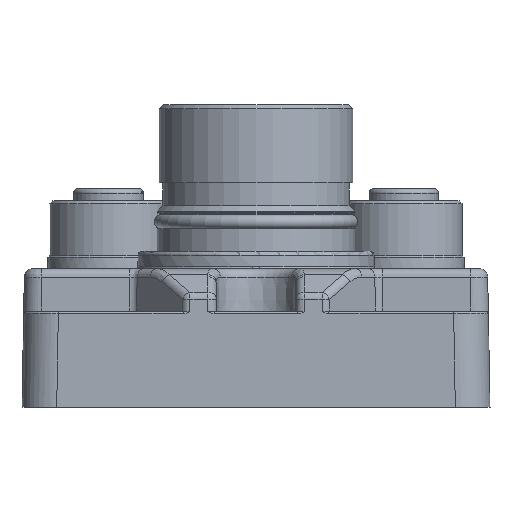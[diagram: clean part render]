
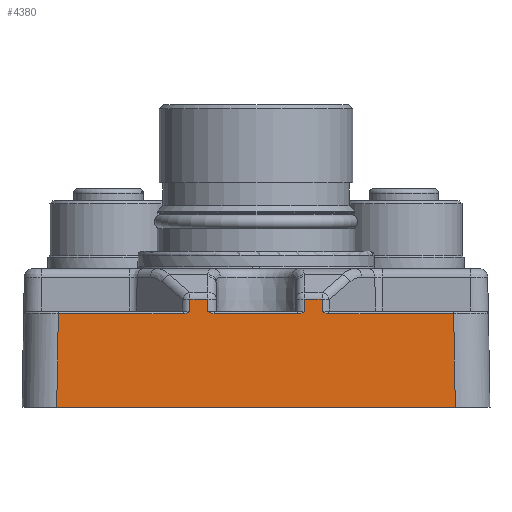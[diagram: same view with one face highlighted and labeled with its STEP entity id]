
A CAD part, left-side view. The second image highlights one B-rep face of the part: STEP entity #4380.
In plain terms, the highlighted planar face has unit normal (-1, 0, 0.018).
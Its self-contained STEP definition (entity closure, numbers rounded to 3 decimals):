
#1219=FACE_OUTER_BOUND('',#6053,.T.);
#2215=LINE('',#27848,#3122);
#2218=LINE('',#28402,#3125);
#2230=LINE('',#28451,#3137);
#2242=LINE('',#28587,#3149);
#2244=LINE('',#29114,#3151);
#2249=LINE('',#29135,#3156);
#2258=LINE('',#29503,#3165);
#2260=LINE('',#29770,#3167);
#2267=LINE('',#29812,#3174);
#2268=LINE('',#29814,#3175);
#2269=LINE('',#29816,#3176);
#2270=LINE('',#29817,#3177);
#3122=VECTOR('',#18553,1.);
#3125=VECTOR('',#18576,1.);
#3137=VECTOR('',#18630,1.);
#3149=VECTOR('',#18664,1.);
#3151=VECTOR('',#18678,1.);
#3156=VECTOR('',#18697,1.);
#3165=VECTOR('',#18748,1.);
#3167=VECTOR('',#18754,1.);
#3174=VECTOR('',#18775,1.);
#3175=VECTOR('',#18778,1.);
#3176=VECTOR('',#18779,1.);
#3177=VECTOR('',#18780,1.);
#3884=B_SPLINE_CURVE_WITH_KNOTS('',3,(#27871,#27872,#27873,#27874,#27875,
#27876,#27877,#27878,#27879,#27880,#27881,#27882,#27883),.UNSPECIFIED.,
 .F.,.F.,(4,1,1,1,1,1,1,1,1,1,4),(0.,0.042,0.083,
0.167,0.25,0.333,0.5,0.667,0.833,
0.917,1.),.UNSPECIFIED.);
#3893=B_SPLINE_CURVE_WITH_KNOTS('',3,(#28591,#28592,#28593,#28594,#28595,
#28596,#28597,#28598,#28599,#28600,#28601,#28602,#28603),.UNSPECIFIED.,
 .F.,.F.,(4,1,1,1,1,1,1,1,1,1,4),(0.,0.083,0.167,
0.333,0.5,0.667,0.75,0.833,0.917,
0.958,1.),.UNSPECIFIED.);
#3899=B_SPLINE_CURVE_WITH_KNOTS('',3,(#29273,#29274,#29275,#29276,#29277,
#29278,#29279,#29280,#29281,#29282,#29283,#29284,#29285),.UNSPECIFIED.,
 .F.,.F.,(4,1,1,1,1,1,1,1,1,1,4),(0.,0.083,0.167,
0.333,0.5,0.667,0.75,0.833,0.917,
0.958,1.),.UNSPECIFIED.);
#3902=B_SPLINE_CURVE_WITH_KNOTS('',3,(#29562,#29563,#29564,#29565,#29566,
#29567,#29568,#29569,#29570,#29571,#29572,#29573,#29574),.UNSPECIFIED.,
 .F.,.F.,(4,1,1,1,1,1,1,1,1,1,4),(0.,0.042,0.083,
0.167,0.25,0.333,0.5,0.667,0.833,
0.917,1.),.UNSPECIFIED.);
#4380=ADVANCED_FACE('1937-0-10',(#1219),#5092,.T.);
#5092=PLANE('',#16151);
#6053=EDGE_LOOP('',(#8767,#8768,#8769,#8770,#8771,#8772,#8773,#8774,#8775,
#8776,#8777,#8778,#8779,#8780,#8781,#8782));
#8767=ORIENTED_EDGE('',*,*,#13775,.T.);
#8768=ORIENTED_EDGE('',*,*,#13774,.T.);
#8769=ORIENTED_EDGE('',*,*,#13750,.T.);
#8770=ORIENTED_EDGE('',*,*,#13753,.T.);
#8771=ORIENTED_EDGE('',*,*,#13759,.T.);
#8772=ORIENTED_EDGE('',*,*,#13760,.T.);
#8773=ORIENTED_EDGE('',*,*,#13776,.T.);
#8774=ORIENTED_EDGE('',*,*,#13697,.T.);
#8775=ORIENTED_EDGE('',*,*,#13699,.T.);
#8776=ORIENTED_EDGE('',*,*,#13671,.T.);
#8777=ORIENTED_EDGE('',*,*,#13710,.T.);
#8778=ORIENTED_EDGE('',*,*,#13721,.T.);
#8779=ORIENTED_EDGE('',*,*,#13647,.T.);
#8780=ORIENTED_EDGE('',*,*,#13628,.T.);
#8781=ORIENTED_EDGE('',*,*,#13632,.T.);
#8782=ORIENTED_EDGE('',*,*,#13777,.T.);
#11915=VERTEX_POINT('',#27847);
#11916=VERTEX_POINT('',#27849);
#11918=VERTEX_POINT('',#27870);
#11924=VERTEX_POINT('',#28403);
#11939=VERTEX_POINT('',#28450);
#11940=VERTEX_POINT('',#28452);
#11957=VERTEX_POINT('',#28586);
#11958=VERTEX_POINT('',#28588);
#11961=VERTEX_POINT('',#29113);
#11994=VERTEX_POINT('',#29272);
#11995=VERTEX_POINT('',#29286);
#11997=VERTEX_POINT('',#29502);
#11999=VERTEX_POINT('',#29561);
#12000=VERTEX_POINT('',#29771);
#12009=VERTEX_POINT('',#29811);
#12010=VERTEX_POINT('',#29815);
#13628=EDGE_CURVE('',#11916,#11915,#2215,.T.);
#13632=EDGE_CURVE('',#11915,#11918,#3884,.T.);
#13647=EDGE_CURVE('',#11924,#11916,#2218,.T.);
#13671=EDGE_CURVE('',#11940,#11939,#2230,.T.);
#13697=EDGE_CURVE('',#11958,#11957,#2242,.T.);
#13699=EDGE_CURVE('',#11957,#11940,#3893,.T.);
#13710=EDGE_CURVE('',#11939,#11961,#2244,.T.);
#13721=EDGE_CURVE('',#11961,#11924,#2249,.T.);
#13750=EDGE_CURVE('',#11995,#11994,#3899,.T.);
#13753=EDGE_CURVE('',#11994,#11997,#2258,.T.);
#13759=EDGE_CURVE('',#11997,#11999,#3902,.T.);
#13760=EDGE_CURVE('',#11999,#12000,#2260,.T.);
#13774=EDGE_CURVE('',#12009,#11995,#2267,.T.);
#13775=EDGE_CURVE('',#12010,#12009,#2268,.T.);
#13776=EDGE_CURVE('',#12000,#11958,#2269,.T.);
#13777=EDGE_CURVE('',#11918,#12010,#2270,.T.);
#16151=AXIS2_PLACEMENT_3D('',#29818,#18781,#18782);
#18553=DIRECTION('',(0.,1.,0.));
#18576=DIRECTION('',(0.017,0.017,1.));
#18630=DIRECTION('',(0.,1.,0.));
#18664=DIRECTION('',(-0.017,0.009,-1.));
#18678=DIRECTION('',(-0.017,0.017,-1.));
#18697=DIRECTION('',(0.,-1.,0.));
#18748=DIRECTION('',(0.,1.,0.));
#18754=DIRECTION('',(0.017,0.009,1.));
#18775=DIRECTION('',(-0.017,0.009,-1.));
#18778=DIRECTION('',(0.,1.,0.));
#18779=DIRECTION('',(0.,1.,0.));
#18780=DIRECTION('',(0.017,0.009,1.));
#18781=DIRECTION('',(-1.,0.,0.017));
#18782=DIRECTION('',(0.,-1.,0.));
#27847=CARTESIAN_POINT('',(-93.058,34.608,-5.197));
#27848=CARTESIAN_POINT('',(-93.058,20.209,-5.197));
#27849=CARTESIAN_POINT('',(-93.058,20.209,-5.197));
#27870=CARTESIAN_POINT('',(-93.055,35.357,-5.));
#27871=CARTESIAN_POINT('',(-93.058,34.608,-5.197));
#27872=CARTESIAN_POINT('',(-93.058,34.619,-5.197));
#27873=CARTESIAN_POINT('',(-93.058,34.64,-5.196));
#27874=CARTESIAN_POINT('',(-93.058,34.683,-5.193));
#27875=CARTESIAN_POINT('',(-93.058,34.736,-5.187));
#27876=CARTESIAN_POINT('',(-93.058,34.799,-5.176));
#27877=CARTESIAN_POINT('',(-93.058,34.882,-5.156));
#27878=CARTESIAN_POINT('',(-93.057,34.986,-5.124));
#27879=CARTESIAN_POINT('',(-93.056,35.109,-5.08));
#27880=CARTESIAN_POINT('',(-93.056,35.212,-5.044));
#27881=CARTESIAN_POINT('',(-93.055,35.295,-5.017));
#27882=CARTESIAN_POINT('',(-93.055,35.336,-5.005));
#27883=CARTESIAN_POINT('',(-93.055,35.357,-5.));
#28402=CARTESIAN_POINT('',(-93.247,20.02,-16.));
#28403=CARTESIAN_POINT('',(-93.247,20.02,-16.));
#28450=CARTESIAN_POINT('',(-93.058,65.791,-5.197));
#28451=CARTESIAN_POINT('',(-93.058,51.392,-5.197));
#28452=CARTESIAN_POINT('',(-93.058,51.392,-5.197));
#28586=CARTESIAN_POINT('',(-93.055,50.643,-5.));
#28587=CARTESIAN_POINT('',(-93.03,50.63,-3.557));
#28588=CARTESIAN_POINT('',(-93.03,50.63,-3.557));
#28591=CARTESIAN_POINT('',(-93.055,50.643,-5.));
#28592=CARTESIAN_POINT('',(-93.055,50.664,-5.005));
#28593=CARTESIAN_POINT('',(-93.055,50.705,-5.017));
#28594=CARTESIAN_POINT('',(-93.056,50.788,-5.044));
#28595=CARTESIAN_POINT('',(-93.056,50.891,-5.08));
#28596=CARTESIAN_POINT('',(-93.057,51.014,-5.124));
#28597=CARTESIAN_POINT('',(-93.058,51.118,-5.156));
#28598=CARTESIAN_POINT('',(-93.058,51.201,-5.176));
#28599=CARTESIAN_POINT('',(-93.058,51.264,-5.187));
#28600=CARTESIAN_POINT('',(-93.058,51.317,-5.193));
#28601=CARTESIAN_POINT('',(-93.058,51.36,-5.196));
#28602=CARTESIAN_POINT('',(-93.058,51.381,-5.197));
#28603=CARTESIAN_POINT('',(-93.058,51.392,-5.197));
#29113=CARTESIAN_POINT('',(-93.247,65.98,-16.));
#29114=CARTESIAN_POINT('',(-93.058,65.791,-5.197));
#29135=CARTESIAN_POINT('',(-93.247,65.98,-16.));
#29272=CARTESIAN_POINT('',(-93.058,38.192,-5.197));
#29273=CARTESIAN_POINT('',(-93.055,37.444,-5.));
#29274=CARTESIAN_POINT('',(-93.055,37.465,-5.005));
#29275=CARTESIAN_POINT('',(-93.055,37.506,-5.017));
#29276=CARTESIAN_POINT('',(-93.056,37.589,-5.044));
#29277=CARTESIAN_POINT('',(-93.056,37.691,-5.08));
#29278=CARTESIAN_POINT('',(-93.057,37.815,-5.124));
#29279=CARTESIAN_POINT('',(-93.058,37.918,-5.156));
#29280=CARTESIAN_POINT('',(-93.058,38.001,-5.176));
#29281=CARTESIAN_POINT('',(-93.058,38.064,-5.187));
#29282=CARTESIAN_POINT('',(-93.058,38.117,-5.193));
#29283=CARTESIAN_POINT('',(-93.058,38.16,-5.196));
#29284=CARTESIAN_POINT('',(-93.058,38.182,-5.197));
#29285=CARTESIAN_POINT('',(-93.058,38.192,-5.197));
#29286=CARTESIAN_POINT('',(-93.055,37.444,-5.));
#29502=CARTESIAN_POINT('',(-93.058,47.808,-5.197));
#29503=CARTESIAN_POINT('',(-93.058,38.192,-5.197));
#29561=CARTESIAN_POINT('',(-93.055,48.556,-5.));
#29562=CARTESIAN_POINT('',(-93.058,47.808,-5.197));
#29563=CARTESIAN_POINT('',(-93.058,47.818,-5.197));
#29564=CARTESIAN_POINT('',(-93.058,47.84,-5.196));
#29565=CARTESIAN_POINT('',(-93.058,47.883,-5.193));
#29566=CARTESIAN_POINT('',(-93.058,47.936,-5.187));
#29567=CARTESIAN_POINT('',(-93.058,47.999,-5.176));
#29568=CARTESIAN_POINT('',(-93.058,48.082,-5.156));
#29569=CARTESIAN_POINT('',(-93.057,48.185,-5.124));
#29570=CARTESIAN_POINT('',(-93.056,48.309,-5.08));
#29571=CARTESIAN_POINT('',(-93.056,48.411,-5.044));
#29572=CARTESIAN_POINT('',(-93.055,48.494,-5.017));
#29573=CARTESIAN_POINT('',(-93.055,48.535,-5.005));
#29574=CARTESIAN_POINT('',(-93.055,48.556,-5.));
#29770=CARTESIAN_POINT('',(-93.055,48.556,-5.));
#29771=CARTESIAN_POINT('',(-93.03,48.569,-3.557));
#29811=CARTESIAN_POINT('',(-93.03,37.431,-3.557));
#29812=CARTESIAN_POINT('',(-93.03,37.431,-3.557));
#29814=CARTESIAN_POINT('',(-93.03,35.37,-3.557));
#29815=CARTESIAN_POINT('',(-93.03,35.37,-3.557));
#29816=CARTESIAN_POINT('',(-93.03,48.569,-3.557));
#29817=CARTESIAN_POINT('',(-93.055,35.357,-5.));
#29818=CARTESIAN_POINT('',(-93.023,15.805,-3.192));
